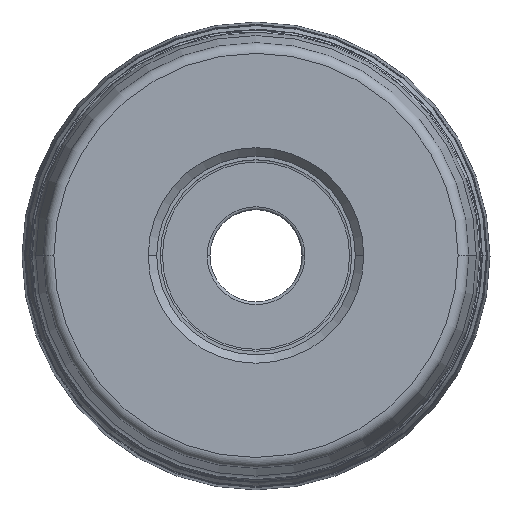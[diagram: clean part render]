
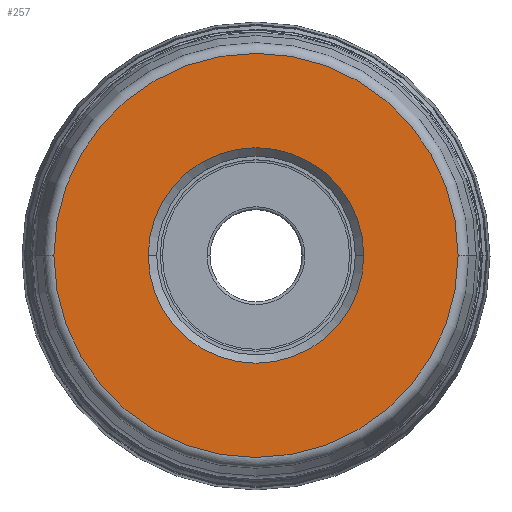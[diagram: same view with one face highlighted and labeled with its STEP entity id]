
A CAD part, top view. The second image highlights one B-rep face of the part: STEP entity #257.
In plain terms, the highlighted planar face has unit normal (0, 0, 1).
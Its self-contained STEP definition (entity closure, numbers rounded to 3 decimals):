
#43=PLANE('',#2679);
#50=FACE_BOUND('',#574,.T.);
#51=FACE_BOUND('',#575,.T.);
#257=ADVANCED_FACE('',(#50,#51),#43,.F.);
#574=EDGE_LOOP('',(#1056,#1057,#1058,#1059));
#575=EDGE_LOOP('',(#1060,#1061,#1062,#1063));
#1056=ORIENTED_EDGE('',*,*,#1681,.F.);
#1057=ORIENTED_EDGE('',*,*,#1679,.F.);
#1058=ORIENTED_EDGE('',*,*,#1678,.T.);
#1059=ORIENTED_EDGE('',*,*,#1682,.T.);
#1060=ORIENTED_EDGE('',*,*,#1683,.F.);
#1061=ORIENTED_EDGE('',*,*,#1684,.F.);
#1062=ORIENTED_EDGE('',*,*,#1685,.F.);
#1063=ORIENTED_EDGE('',*,*,#1686,.F.);
#1388=VERTEX_POINT('',#5069);
#1389=VERTEX_POINT('',#5071);
#1390=VERTEX_POINT('',#5073);
#1391=VERTEX_POINT('',#5077);
#1392=VERTEX_POINT('',#5081);
#1393=VERTEX_POINT('',#5082);
#1394=VERTEX_POINT('',#5084);
#1395=VERTEX_POINT('',#5086);
#1678=EDGE_CURVE('',#1389,#1388,#2034,.T.);
#1679=EDGE_CURVE('',#1389,#1390,#2035,.T.);
#1681=EDGE_CURVE('',#1390,#1391,#2037,.T.);
#1682=EDGE_CURVE('',#1388,#1391,#2038,.T.);
#1683=EDGE_CURVE('',#1392,#1393,#2039,.T.);
#1684=EDGE_CURVE('',#1394,#1392,#2040,.T.);
#1685=EDGE_CURVE('',#1395,#1394,#2041,.T.);
#1686=EDGE_CURVE('',#1393,#1395,#2042,.T.);
#2034=CIRCLE('',#2668,28.5);
#2035=CIRCLE('',#2669,28.5);
#2037=CIRCLE('',#2672,28.5);
#2038=CIRCLE('',#2673,28.5);
#2039=CIRCLE('',#2675,15.2);
#2040=CIRCLE('',#2676,15.2);
#2041=CIRCLE('',#2677,15.2);
#2042=CIRCLE('',#2678,15.2);
#2668=AXIS2_PLACEMENT_3D('',#5070,#3329,#3330);
#2669=AXIS2_PLACEMENT_3D('',#5072,#3331,#3332);
#2672=AXIS2_PLACEMENT_3D('',#5076,#3337,#3338);
#2673=AXIS2_PLACEMENT_3D('',#5078,#3339,#3340);
#2675=AXIS2_PLACEMENT_3D('',#5080,#3343,#3344);
#2676=AXIS2_PLACEMENT_3D('',#5083,#3345,#3346);
#2677=AXIS2_PLACEMENT_3D('',#5085,#3347,#3348);
#2678=AXIS2_PLACEMENT_3D('',#5087,#3349,#3350);
#2679=AXIS2_PLACEMENT_3D('',#5088,#3351,#3352);
#3329=DIRECTION('',(0.,0.,1.));
#3330=DIRECTION('',(1.,-0.001,0.));
#3331=DIRECTION('',(0.,0.,-1.));
#3332=DIRECTION('',(1.,-0.001,0.));
#3337=DIRECTION('',(0.,0.,-1.));
#3338=DIRECTION('',(-1.,0.001,0.));
#3339=DIRECTION('',(0.,0.,1.));
#3340=DIRECTION('',(-1.,0.001,0.));
#3343=DIRECTION('',(0.,0.,1.));
#3344=DIRECTION('',(-1.,0.,0.));
#3345=DIRECTION('',(0.,0.,1.));
#3346=DIRECTION('',(0.,1.,0.));
#3347=DIRECTION('',(0.,0.,1.));
#3348=DIRECTION('',(1.,0.,0.));
#3349=DIRECTION('',(0.,0.,1.));
#3350=DIRECTION('',(0.,-1.,0.));
#3351=DIRECTION('',(0.,0.,-1.));
#3352=DIRECTION('',(1.,0.,0.));
#5069=CARTESIAN_POINT('',(28.5,0.,0.));
#5070=CARTESIAN_POINT('',(0.,0.,0.));
#5071=CARTESIAN_POINT('',(28.5,-0.021,0.));
#5072=CARTESIAN_POINT('',(0.,0.,0.));
#5073=CARTESIAN_POINT('',(-28.5,0.,0.));
#5076=CARTESIAN_POINT('',(0.,0.,0.));
#5077=CARTESIAN_POINT('',(-28.5,0.021,0.));
#5078=CARTESIAN_POINT('',(0.,0.,0.));
#5080=CARTESIAN_POINT('',(0.,0.,0.));
#5081=CARTESIAN_POINT('',(-15.2,0.,0.));
#5082=CARTESIAN_POINT('',(0.,-15.2,0.));
#5083=CARTESIAN_POINT('',(0.,0.,0.));
#5084=CARTESIAN_POINT('',(0.,15.2,0.));
#5085=CARTESIAN_POINT('',(0.,0.,0.));
#5086=CARTESIAN_POINT('',(15.2,0.,0.));
#5087=CARTESIAN_POINT('',(0.,0.,0.));
#5088=CARTESIAN_POINT('',(0.,0.,0.));
